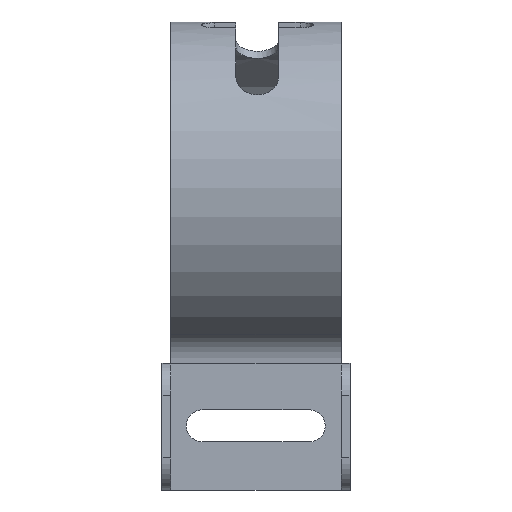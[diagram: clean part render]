
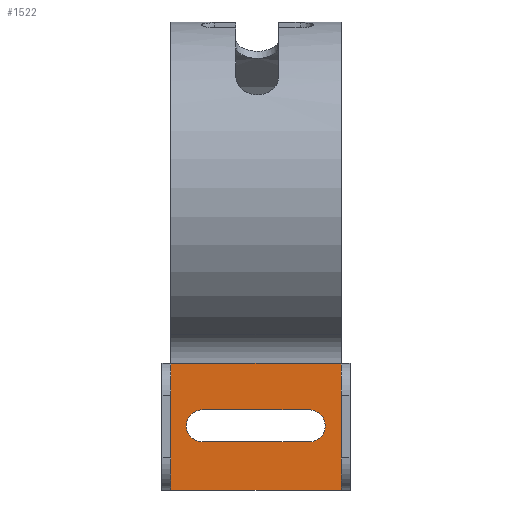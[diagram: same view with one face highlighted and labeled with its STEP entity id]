
A CAD part, left-side view. The second image highlights one B-rep face of the part: STEP entity #1522.
In plain terms, the highlighted planar face has unit normal (-1, 0, 0).
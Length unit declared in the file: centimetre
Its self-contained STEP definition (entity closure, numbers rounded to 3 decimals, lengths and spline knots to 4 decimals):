
#35=FACE_BOUND('',#273,.T.);
#88=PLANE('',#1685);
#174=FACE_OUTER_BOUND('',#272,.T.);
#272=EDGE_LOOP('',(#1315,#1316,#1317,#1318));
#273=EDGE_LOOP('',(#1319,#1320,#1321,#1322));
#367=LINE('',#2657,#507);
#372=LINE('',#2671,#512);
#383=LINE('',#2706,#523);
#402=LINE('',#2768,#542);
#423=LINE('',#2823,#563);
#424=LINE('',#2824,#564);
#507=VECTOR('',#1919,1.);
#512=VECTOR('',#1932,1.);
#523=VECTOR('',#1975,1.);
#542=VECTOR('',#2054,1.);
#563=VECTOR('',#2111,1.);
#564=VECTOR('',#2112,1.);
#605=CIRCLE('',#1619,0.75);
#607=CIRCLE('',#1623,0.75);
#723=VERTEX_POINT('',#2655);
#724=VERTEX_POINT('',#2656);
#727=VERTEX_POINT('',#2664);
#729=VERTEX_POINT('',#2670);
#736=VERTEX_POINT('',#2698);
#737=VERTEX_POINT('',#2702);
#749=VERTEX_POINT('',#2758);
#750=VERTEX_POINT('',#2762);
#885=EDGE_CURVE('',#723,#724,#367,.T.);
#889=EDGE_CURVE('',#724,#727,#605,.T.);
#892=EDGE_CURVE('',#727,#729,#372,.T.);
#895=EDGE_CURVE('',#729,#723,#607,.T.);
#911=EDGE_CURVE('',#736,#737,#383,.T.);
#942=EDGE_CURVE('',#749,#750,#402,.T.);
#970=EDGE_CURVE('',#749,#737,#423,.T.);
#971=EDGE_CURVE('',#750,#736,#424,.T.);
#1315=ORIENTED_EDGE('',*,*,#911,.T.);
#1316=ORIENTED_EDGE('',*,*,#970,.F.);
#1317=ORIENTED_EDGE('',*,*,#942,.T.);
#1318=ORIENTED_EDGE('',*,*,#971,.T.);
#1319=ORIENTED_EDGE('',*,*,#892,.T.);
#1320=ORIENTED_EDGE('',*,*,#895,.T.);
#1321=ORIENTED_EDGE('',*,*,#885,.T.);
#1322=ORIENTED_EDGE('',*,*,#889,.T.);
#1522=ADVANCED_FACE('',(#174,#35),#88,.F.);
#1619=AXIS2_PLACEMENT_3D('',#2665,#1925,#1926);
#1623=AXIS2_PLACEMENT_3D('',#2676,#1937,#1938);
#1685=AXIS2_PLACEMENT_3D('',#2822,#2109,#2110);
#1919=DIRECTION('',(0.,1.,0.));
#1925=DIRECTION('center_axis',(1.,0.,0.));
#1926=DIRECTION('ref_axis',(0.,0.,
-1.));
#1932=DIRECTION('',(0.,-1.,0.));
#1937=DIRECTION('center_axis',(1.,0.,0.));
#1938=DIRECTION('ref_axis',(0.,0.,
1.));
#1975=DIRECTION('',(0.,0.,-1.));
#2054=DIRECTION('',(0.,0.,1.));
#2109=DIRECTION('center_axis',(1.,0.,0.));
#2110=DIRECTION('ref_axis',(0.,0.,
1.));
#2111=DIRECTION('',(0.,1.,0.));
#2112=DIRECTION('',(0.,1.,0.));
#2655=CARTESIAN_POINT('',(-3.4,1.51,-11.75));
#2656=CARTESIAN_POINT('',(-3.4,6.51,-11.75));
#2657=CARTESIAN_POINT('',(-3.4,2.0394,-11.75));
#2664=CARTESIAN_POINT('',(-3.4,6.51,-10.25));
#2665=CARTESIAN_POINT('Origin',(-3.4,6.51,-11.));
#2670=CARTESIAN_POINT('',(-3.4,1.51,-10.25));
#2671=CARTESIAN_POINT('',(-3.4,-0.4605,-10.25));
#2676=CARTESIAN_POINT('Origin',(-3.4,1.51,-11.));
#2698=CARTESIAN_POINT('',(-3.4,7.99,-8.0777));
#2702=CARTESIAN_POINT('',(-3.4,7.99,-14.));
#2706=CARTESIAN_POINT('',(-3.4,7.99,-11.0389));
#2758=CARTESIAN_POINT('',(-3.4,0.01,-14.));
#2762=CARTESIAN_POINT('',(-3.4,0.01,-8.0777));
#2768=CARTESIAN_POINT('',(-3.4,0.01,-14.));
#2822=CARTESIAN_POINT('Origin',(-3.4,-2.4311,38.2148));
#2823=CARTESIAN_POINT('',(-3.4,0.,-14.));
#2824=CARTESIAN_POINT('',(-3.4,0.,-8.0777));
